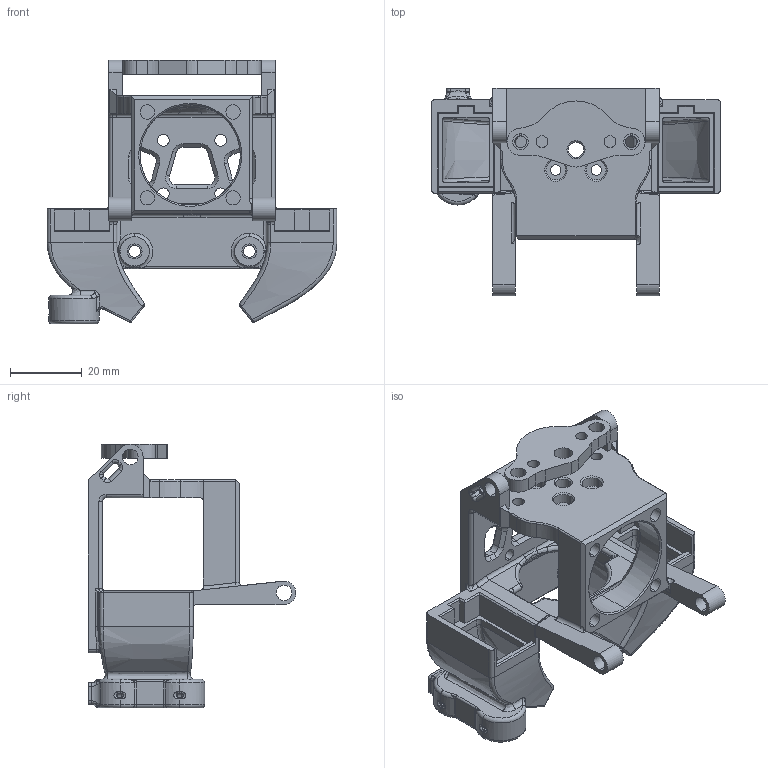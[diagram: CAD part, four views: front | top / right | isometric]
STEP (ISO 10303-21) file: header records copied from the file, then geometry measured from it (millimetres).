
FILE_DESCRIPTION (( 'STEP AP214' ), '1' );
FILE_NAME ('ToolHead Body-V1.3.STEP', '2024-01-04T15:23:42', ( 'Windows 蚚誧' ), ( 'xitongtiandi.net' ), 'SwSTEP 2.0', 'SolidWorks 2020', '' );
FILE_SCHEMA (( 'AUTOMOTIVE_DESIGN' ));
Length unit declared in the file: millimetre
Products named in the file (4): ToolHead Body-V11^ToolHead Body-V1(2)_ToolHead Body-V1.3; ToolHead Body-V13^ToolHead Body-V1(2)_ToolHead Body-V1.3; ToolHead Body-V1(2)^ToolHead Body-V1.3; ToolHead Body-V1.3
Assembly tree (3 placements, depth 3):
  ToolHead Body-V1.3
    ToolHead Body-V1(2)^ToolHead Body-V1.3
      ToolHead Body-V11^ToolHead Body-V1(2)_ToolHead Body-V1.3
      ToolHead Body-V13^ToolHead Body-V1(2)_ToolHead Body-V1.3
Bounding box: 80.9 x 58.05 x 73.75 mm (x, y, z)
Volume: 38634 mm3; surface area: 26301.3 mm2
Topology: 2 solids, 2 shells, 752 faces, 1893 edges, 1108 vertices
Faces by surface type: cylinder 245, plane 193, bspline 168, torus 74, cone 51, sphere 21
Entity records: 31164 total; most frequent: CARTESIAN_POINT 14182, ORIENTED_EDGE 3710, DIRECTION 3330, EDGE_CURVE 1855, AXIS2_PLACEMENT_3D 1294, VERTEX_POINT 1108, EDGE_LOOP 821, FACE_OUTER_BOUND 752
